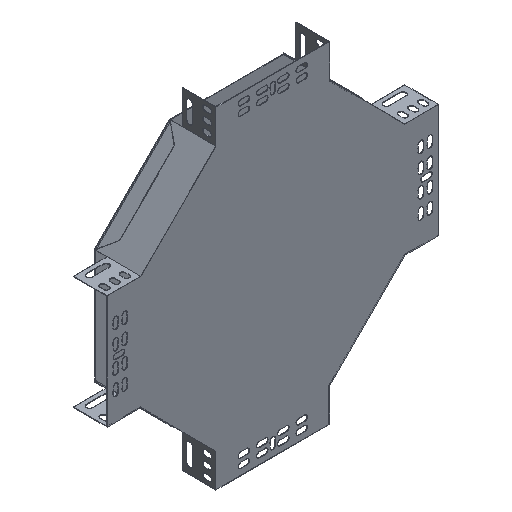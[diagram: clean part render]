
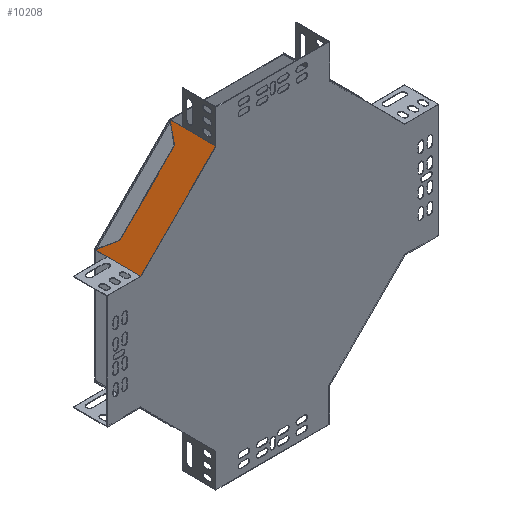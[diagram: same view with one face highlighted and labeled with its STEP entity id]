
A CAD part, isometric view. The second image highlights one B-rep face of the part: STEP entity #10208.
In plain terms, the highlighted planar face has unit normal (-0.707, 0, 0.707).
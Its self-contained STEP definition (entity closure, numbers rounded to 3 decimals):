
#6 = EDGE_CURVE ( 'NONE', #1418, #3859, #749, .T. ) ;
#139 = ORIENTED_EDGE ( 'NONE', *, *, #6, .T. ) ;
#293 = ORIENTED_EDGE ( 'NONE', *, *, #9719, .T. ) ;
#315 = CARTESIAN_POINT ( 'NONE',  ( -167.336, 129.164, 80.05 ) ) ;
#499 = LINE ( 'NONE', #10790, #7451 ) ;
#749 = LINE ( 'NONE', #12018, #10510 ) ;
#1125 = CARTESIAN_POINT ( 'NONE',  ( -167.336, 174.164, 80.05 ) ) ;
#1418 = VERTEX_POINT ( 'NONE', #9577 ) ;
#1585 = VECTOR ( 'NONE', #6633, 1000. ) ;
#1886 = EDGE_CURVE ( 'NONE', #10685, #6457, #1887, .T. ) ;
#1887 = LINE ( 'NONE', #8476, #1585 ) ;
#3220 = ORIENTED_EDGE ( 'NONE', *, *, #9072, .T. ) ;
#3465 = LINE ( 'NONE', #7262, #10123 ) ;
#3859 = VERTEX_POINT ( 'NONE', #1125 ) ;
#4296 = LINE ( 'NONE', #11644, #11593 ) ;
#4415 = DIRECTION ( 'NONE',  ( 0., -1., 0. ) ) ;
#4579 = DIRECTION ( 'NONE',  ( 0.707, 0., -0.707 ) ) ;
#4681 = ORIENTED_EDGE ( 'NONE', *, *, #1886, .T. ) ;
#4990 = DIRECTION ( 'NONE',  ( -0.707, 0., -0.707 ) ) ;
#5628 = FACE_OUTER_BOUND ( 'NONE', #6292, .T. ) ;
#6011 = CARTESIAN_POINT ( 'NONE',  ( -67.336, 129.164, 180.05 ) ) ;
#6088 = DIRECTION ( 'NONE',  ( -0.707, 0., -0.707 ) ) ;
#6292 = EDGE_LOOP ( 'NONE', ( #139, #3220, #8547, #11680, #4681, #293 ) ) ;
#6407 = LINE ( 'NONE', #7842, #10861 ) ;
#6457 = VERTEX_POINT ( 'NONE', #11316 ) ;
#6633 = DIRECTION ( 'NONE',  ( 0., 1., 0. ) ) ;
#7262 = CARTESIAN_POINT ( 'NONE',  ( -67.336, 189.164, 180.05 ) ) ;
#7428 = PLANE ( 'NONE',  #9027 ) ;
#7451 = VECTOR ( 'NONE', #6088, 1000. ) ;
#7828 = EDGE_CURVE ( 'NONE', #8146, #10685, #3465, .T. ) ;
#7842 = CARTESIAN_POINT ( 'NONE',  ( -167.336, 174.164, 80.05 ) ) ;
#8146 = VERTEX_POINT ( 'NONE', #6011 ) ;
#8191 = DIRECTION ( 'NONE',  ( 0., 1., 0. ) ) ;
#8476 = CARTESIAN_POINT ( 'NONE',  ( -67.336, 189.164, 180.05 ) ) ;
#8547 = ORIENTED_EDGE ( 'NONE', *, *, #9182, .F. ) ;
#9027 = AXIS2_PLACEMENT_3D ( 'NONE', #10278, #4579, #11250 ) ;
#9072 = EDGE_CURVE ( 'NONE', #3859, #9729, #6407, .T. ) ;
#9182 = EDGE_CURVE ( 'NONE', #8146, #9729, #499, .T. ) ;
#9577 = CARTESIAN_POINT ( 'NONE',  ( -167.336, 189.164, 80.05 ) ) ;
#9719 = EDGE_CURVE ( 'NONE', #6457, #1418, #4296, .T. ) ;
#9729 = VERTEX_POINT ( 'NONE', #315 ) ;
#9747 = DIRECTION ( 'NONE',  ( 0., -1., 0. ) ) ;
#10027 = CARTESIAN_POINT ( 'NONE',  ( -67.336, 174.164, 180.05 ) ) ;
#10123 = VECTOR ( 'NONE', #8191, 1000. ) ;
#10208 = ADVANCED_FACE ( 'NONE', ( #5628 ), #7428, .F. ) ;
#10278 = CARTESIAN_POINT ( 'NONE',  ( -167.336, 189.164, 80.05 ) ) ;
#10510 = VECTOR ( 'NONE', #4415, 1000. ) ;
#10685 = VERTEX_POINT ( 'NONE', #10027 ) ;
#10790 = CARTESIAN_POINT ( 'NONE',  ( -66.536, 129.164, 180.85 ) ) ;
#10861 = VECTOR ( 'NONE', #9747, 1000. ) ;
#11250 = DIRECTION ( 'NONE',  ( -0.707, 0., -0.707 ) ) ;
#11316 = CARTESIAN_POINT ( 'NONE',  ( -67.336, 189.164, 180.05 ) ) ;
#11593 = VECTOR ( 'NONE', #4990, 1000. ) ;
#11644 = CARTESIAN_POINT ( 'NONE',  ( -167.336, 189.164, 80.05 ) ) ;
#11680 = ORIENTED_EDGE ( 'NONE', *, *, #7828, .T. ) ;
#12018 = CARTESIAN_POINT ( 'NONE',  ( -167.336, 189.164, 80.05 ) ) ;
